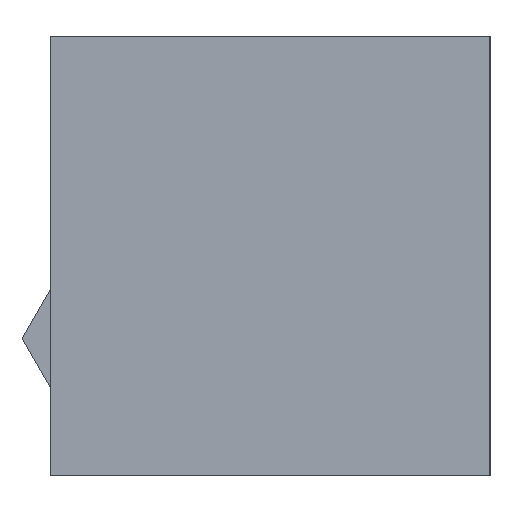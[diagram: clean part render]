
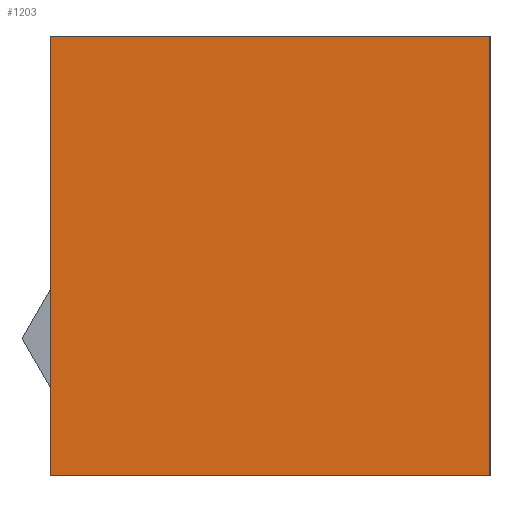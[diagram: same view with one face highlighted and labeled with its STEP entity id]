
A CAD part, left-side view. The second image highlights one B-rep face of the part: STEP entity #1203.
In plain terms, the highlighted planar face has unit normal (-1, 0, 0).
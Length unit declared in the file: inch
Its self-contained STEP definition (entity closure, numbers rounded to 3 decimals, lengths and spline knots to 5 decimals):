
#85=PLANE('',#1339);
#156=FACE_OUTER_BOUND('',#238,.T.);
#238=EDGE_LOOP('',(#1090,#1091,#1092,#1093));
#322=LINE('',#1980,#435);
#333=LINE('',#2002,#446);
#335=LINE('',#2005,#448);
#352=LINE('',#2055,#465);
#435=VECTOR('',#1597,0.3937);
#446=VECTOR('',#1614,0.3937);
#448=VECTOR('',#1618,0.3937);
#465=VECTOR('',#1679,0.3937);
#603=VERTEX_POINT('',#1977);
#604=VERTEX_POINT('',#1979);
#611=VERTEX_POINT('',#1999);
#612=VERTEX_POINT('',#2001);
#742=EDGE_CURVE('',#604,#603,#322,.T.);
#753=EDGE_CURVE('',#612,#611,#333,.T.);
#755=EDGE_CURVE('',#611,#604,#335,.T.);
#782=EDGE_CURVE('',#603,#612,#352,.T.);
#1090=ORIENTED_EDGE('',*,*,#753,.T.);
#1091=ORIENTED_EDGE('',*,*,#755,.T.);
#1092=ORIENTED_EDGE('',*,*,#742,.T.);
#1093=ORIENTED_EDGE('',*,*,#782,.T.);
#1203=ADVANCED_FACE('',(#156),#85,.T.);
#1339=AXIS2_PLACEMENT_3D('',#2066,#1693,#1694);
#1597=DIRECTION('',(0.,0.,1.));
#1614=DIRECTION('',(0.,0.,-1.));
#1618=DIRECTION('',(0.,-1.,0.));
#1679=DIRECTION('',(0.,1.,0.));
#1693=DIRECTION('center_axis',(-1.,0.,0.));
#1694=DIRECTION('ref_axis',(0.,0.,1.));
#1977=CARTESIAN_POINT('',(-3.75,-0.63,0.63));
#1979=CARTESIAN_POINT('',(-3.75,-0.63,-0.63));
#1980=CARTESIAN_POINT('',(-3.75,-0.63,-0.63));
#1999=CARTESIAN_POINT('',(-3.75,0.63,-0.63));
#2001=CARTESIAN_POINT('',(-3.75,0.63,0.63));
#2002=CARTESIAN_POINT('',(-3.75,0.63,0.63));
#2005=CARTESIAN_POINT('',(-3.75,0.63,-0.63));
#2055=CARTESIAN_POINT('',(-3.75,-0.63,0.63));
#2066=CARTESIAN_POINT('Origin',(-3.75,0.,0.));
